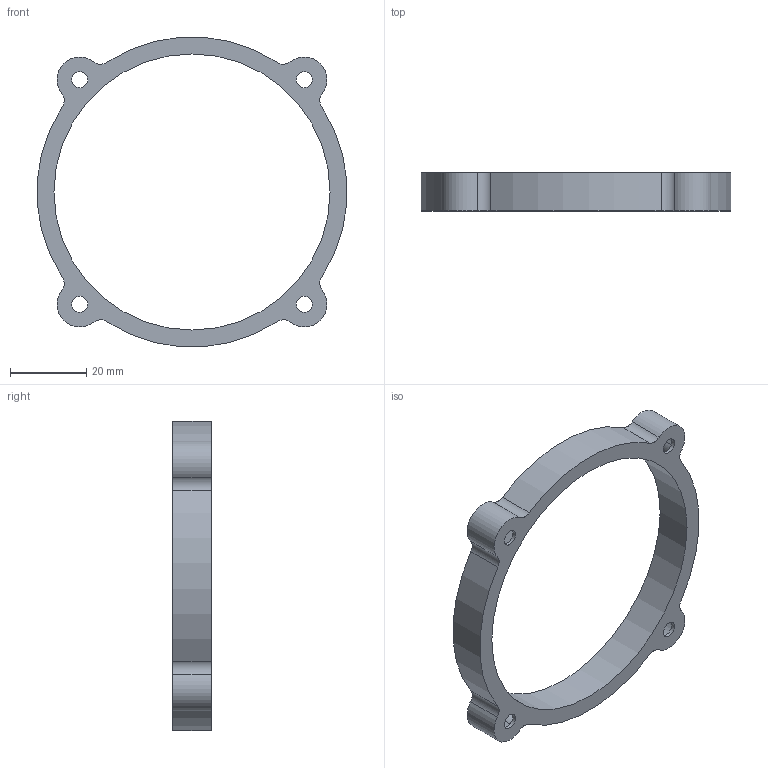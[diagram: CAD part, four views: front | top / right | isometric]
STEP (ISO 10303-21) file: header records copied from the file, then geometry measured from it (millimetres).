
FILE_DESCRIPTION(('FreeCAD Model'),'2;1');
FILE_NAME('Open CASCADE Shape Model','2021-07-01T12:47:12',( 'Anool Mahidharia'),('WyoLum'),'Open CASCADE STEP processor 7.5', 'FreeCAD','Unknown');
FILE_SCHEMA(('AUTOMOTIVE_DESIGN { 1 0 10303 214 1 1 1 1 }'));
Length unit declared in the file: millimetre
Products named in the file (1): gasket
Bounding box: 81.32 x 10 x 81.32 mm (x, y, z)
Volume: 5969.7 mm3; surface area: 12508.8 mm2
Topology: 1 solids, 1 shells, 42 faces, 114 edges, 76 vertices
Faces by surface type: cylinder 22, bspline 8, offset 8, plane 4
Full cylindrical faces by diameter (mm): 4.2 x4, 72.6 x1, 74.6 x1
Entity records: 2336 total; most frequent: CARTESIAN_POINT 1369, ORIENTED_EDGE 228, DIRECTION 148, EDGE_CURVE 114, VERTEX_POINT 76, AXIS2_PLACEMENT_3D 71, B_SPLINE_CURVE_WITH_KNOTS 64, FACE_BOUND 54
